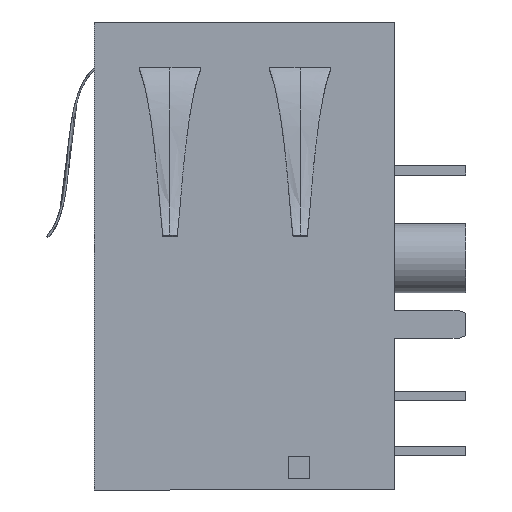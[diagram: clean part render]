
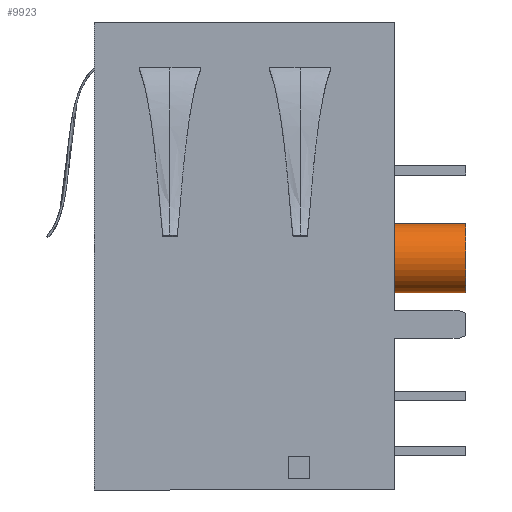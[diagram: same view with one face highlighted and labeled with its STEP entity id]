
A CAD part, left-side view. The second image highlights one B-rep face of the part: STEP entity #9923.
In plain terms, the highlighted cylindrical face has radius 1.6 mm (diameter 3.2 mm), a partial arc.
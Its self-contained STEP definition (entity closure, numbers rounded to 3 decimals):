
#43 = LINE ( 'NONE', #4363, #12071 ) ;
#685 = FACE_OUTER_BOUND ( 'NONE', #10618, .T. ) ;
#865 = CARTESIAN_POINT ( 'NONE',  ( -5.715, 0., 0. ) ) ;
#885 = CARTESIAN_POINT ( 'NONE',  ( -5.715, -7.825, 0. ) ) ;
#989 = DIRECTION ( 'NONE',  ( 0., 0., 1. ) ) ;
#1588 = VECTOR ( 'NONE', #10073, 1000. ) ;
#1710 = AXIS2_PLACEMENT_3D ( 'NONE', #4979, #6260, #1712 ) ;
#1712 = DIRECTION ( 'NONE',  ( 0., 0., 1. ) ) ;
#1947 = VERTEX_POINT ( 'NONE', #2182 ) ;
#2139 = CIRCLE ( 'NONE', #1710, 1.6 ) ;
#2182 = CARTESIAN_POINT ( 'NONE',  ( -5.715, -3.3, 1.6 ) ) ;
#2840 = VERTEX_POINT ( 'NONE', #7780 ) ;
#3088 = ORIENTED_EDGE ( 'NONE', *, *, #4623, .T. ) ;
#3675 = ORIENTED_EDGE ( 'NONE', *, *, #6104, .F. ) ;
#4363 = CARTESIAN_POINT ( 'NONE',  ( -5.715, -7.825, 1.6 ) ) ;
#4623 = EDGE_CURVE ( 'NONE', #6473, #1947, #2139, .T. ) ;
#4979 = CARTESIAN_POINT ( 'NONE',  ( -5.715, -3.3, 0. ) ) ;
#5445 = AXIS2_PLACEMENT_3D ( 'NONE', #865, #7799, #11007 ) ;
#5654 = LINE ( 'NONE', #8916, #1588 ) ;
#6070 = CARTESIAN_POINT ( 'NONE',  ( -5.715, -3.3, -1.6 ) ) ;
#6104 = EDGE_CURVE ( 'NONE', #2840, #11472, #11412, .T. ) ;
#6260 = DIRECTION ( 'NONE',  ( 0., 1., 0. ) ) ;
#6473 = VERTEX_POINT ( 'NONE', #6070 ) ;
#6570 = DIRECTION ( 'NONE',  ( 0., 1., 0. ) ) ;
#7780 = CARTESIAN_POINT ( 'NONE',  ( -5.715, 0., -1.6 ) ) ;
#7799 = DIRECTION ( 'NONE',  ( 0., 1., 0. ) ) ;
#8916 = CARTESIAN_POINT ( 'NONE',  ( -5.715, -7.825, -1.6 ) ) ;
#9889 = EDGE_CURVE ( 'NONE', #6473, #2840, #5654, .T. ) ;
#9923 = ADVANCED_FACE ( 'NONE', ( #685 ), #14925, .T. ) ;
#10073 = DIRECTION ( 'NONE',  ( 0., 1., 0. ) ) ;
#10618 = EDGE_LOOP ( 'NONE', ( #13447, #3088, #13440, #3675 ) ) ;
#10645 = CARTESIAN_POINT ( 'NONE',  ( -5.715, 0., 1.6 ) ) ;
#11007 = DIRECTION ( 'NONE',  ( 0., 0., 1. ) ) ;
#11293 = DIRECTION ( 'NONE',  ( 0., 1., 0. ) ) ;
#11412 = CIRCLE ( 'NONE', #5445, 1.6 ) ;
#11472 = VERTEX_POINT ( 'NONE', #10645 ) ;
#12071 = VECTOR ( 'NONE', #6570, 1000. ) ;
#12302 = EDGE_CURVE ( 'NONE', #1947, #11472, #43, .T. ) ;
#13440 = ORIENTED_EDGE ( 'NONE', *, *, #12302, .T. ) ;
#13447 = ORIENTED_EDGE ( 'NONE', *, *, #9889, .F. ) ;
#13999 = AXIS2_PLACEMENT_3D ( 'NONE', #885, #11293, #989 ) ;
#14925 = CYLINDRICAL_SURFACE ( 'NONE', #13999, 1.6 ) ;
